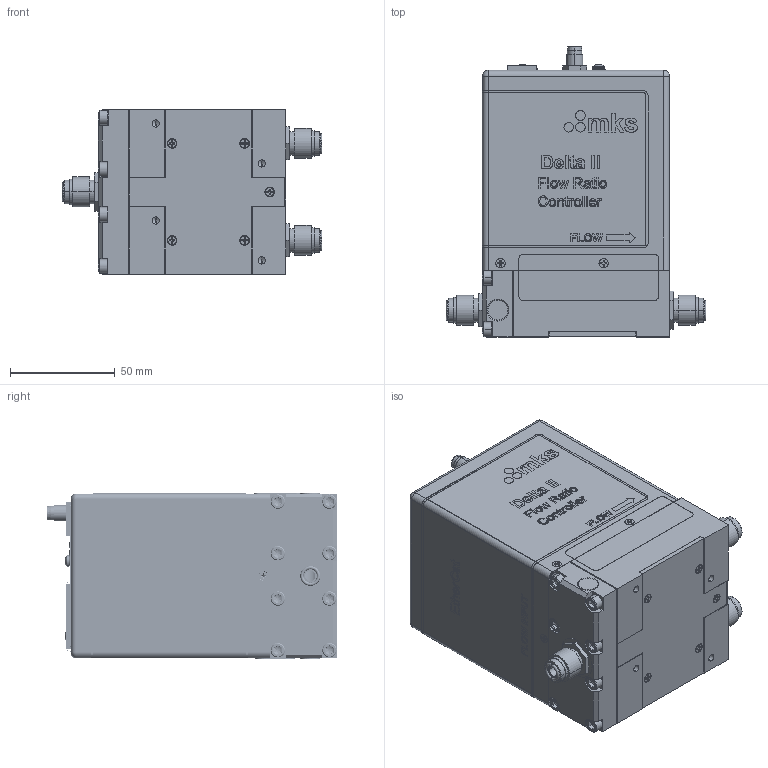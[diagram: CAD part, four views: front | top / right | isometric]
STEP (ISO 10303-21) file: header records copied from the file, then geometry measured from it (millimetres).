
FILE_DESCRIPTION((''),'2;1');
FILE_NAME('ASM0002_ASM','2017-11-09T',('cockrofm'),(''),'PRO/ENGINEER BY PARAMETRIC TECHNOLOGY CORPORATION, 2016100','PRO/ENGINEER BY PARAMETRIC TECHNOLOGY CORPORATION, 2016100','');
FILE_SCHEMA(('CONFIG_CONTROL_DESIGN'));
Length unit declared in the file: inch
Products named in the file (64): ASM0005_ASM; ASM0006_ASM; ASM0004_ASM; PRT0015; PRT0016; PRT0017; PRT0019; 160-3760; PRT0023; PRT0024; PRT0025; PRT0027; PRT0028; ASM0007_ASM; PRT0031; PRT0032; ASM0009_ASM; PRT0035; ASM0010_ASM; ASM0011_ASM; PRT0040; ASM0008_ASM; ASM0013_ASM; ASM0014_ASM; ASM0015_ASM; ASM0016_ASM; ASM0012_ASM; PRT0053; PRT0054; PRT0055; PRT0056; 1075473_10-PIN_CONN_MALE_ASM; PRT0057; PRT0059; ASM0017_ASM; PRT0060; PRT0062; PRT0068; ASM0019_ASM; ASM0020_ASM ...
Assembly tree (97 placements, depth 5):
  ASM0002_ASM
    ASM0003_ASM
      ASM0004_ASM  x2
        ASM0005_ASM
        ASM0006_ASM
      PRT0015
      PRT0016  x8
      PRT0017  x3
      PRT0019  x6
      160-3760  x5
      PRT0023  x2
      PRT0024  x2
      PRT0025
      ASM0007_ASM  x3
        PRT0027
        PRT0028
      PRT0031
      PRT0032
      ASM0008_ASM
        ASM0009_ASM
        PRT0035
        ASM0010_ASM
        ASM0011_ASM
        PRT0040
      ASM0012_ASM
        ASM0013_ASM
        ASM0014_ASM
        ASM0015_ASM  x2
        ASM0016_ASM
      PRT0053
      PRT0054  x2
      ASM0017_ASM
        PRT0055  x2
        PRT0056  x3
        1075473_10-PIN_CONN_MALE_ASM
        PRT0057
        PRT0059
      PRT0060  x2
      PRT0062
      ASM0018_ASM
        ASM0019_ASM
          PRT0068
        ASM0020_ASM
        PRT0071
        PRT0073
        PRT0075
        ASM0021_ASM
      131786_GASKET  x2
      PRT0084
      PRT0085
      ASM0022_ASM
        PRT0054
        ASM0023_ASM
          PRT0086  x2
          PRT0087
      ASM0024_ASM
        160-9716  x2
        122847-G1_ASSY_PLUG_ASM_ASM
          122839-P1_AFTER_ASSY
        137124_CENTERSHAFT-ASSY_ASM_ASM
Bounding box: 123.85 x 138.18 x 78.8 mm (x, y, z)
Volume: 224256.2 mm3; surface area: 208601.5 mm2
Topology: 71 solids, 71 shells, 4941 faces, 12426 edges, 8045 vertices
Faces by surface type: plane 2422, cylinder 1148, extrusion 1010, cone 238, torus 72, sphere 37, revolution 14
Entity records: 152012 total; most frequent: CARTESIAN_POINT 60273, ORIENTED_EDGE 19518, DIRECTION 16020, EDGE_CURVE 9759, VECTOR 7540, LINE 6618, VERTEX_POINT 6496, EDGE_LOOP 4311
